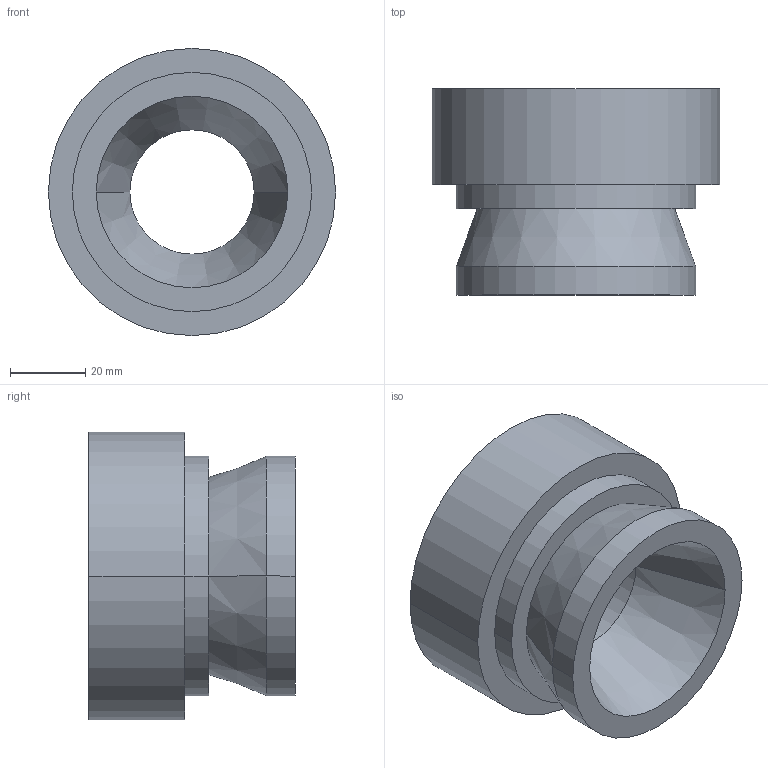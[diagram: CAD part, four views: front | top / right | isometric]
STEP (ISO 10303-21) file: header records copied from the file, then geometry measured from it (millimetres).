
FILE_DESCRIPTION (( 'STEP AP214' ), '1' );
FILE_NAME ('NZZL-45C20D-200E Nozzle, for Throat Insert, Mojave Sphinx.STEP', '2024-08-17T20:17:27', ( '' ), ( '' ), 'SwSTEP 2.0', 'SolidWorks 2022', '' );
FILE_SCHEMA (( 'AUTOMOTIVE_DESIGN' ));
Length unit declared in the file: inch
Products named in the file (1): NZZL-45C20D-200E Nozzle, for Throat Insert, Mojave Sphinx
Bounding box: 76.2 x 54.7 x 76.2 mm (x, y, z)
Volume: 126156.9 mm3; surface area: 26004.2 mm2
Topology: 1 solids, 1 shells, 28 faces, 56 edges, 36 vertices
Faces by surface type: cylinder 14, plane 8, cone 6
Entity records: 788 total; most frequent: DIRECTION 150, CARTESIAN_POINT 121, ORIENTED_EDGE 112, AXIS2_PLACEMENT_3D 65, EDGE_CURVE 56, EDGE_LOOP 36, CIRCLE 36, VERTEX_POINT 36
